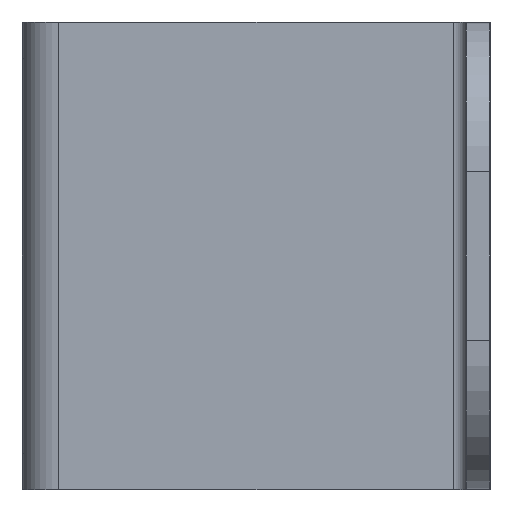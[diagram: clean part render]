
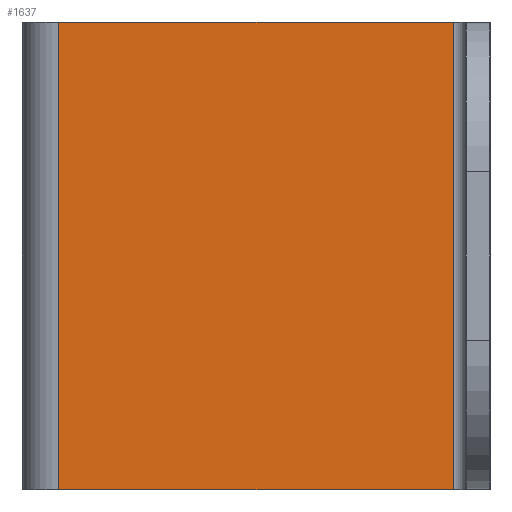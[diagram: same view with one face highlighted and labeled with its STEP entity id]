
A CAD part, left-side view. The second image highlights one B-rep face of the part: STEP entity #1637.
In plain terms, the highlighted planar face has unit normal (-1, 0, 0).
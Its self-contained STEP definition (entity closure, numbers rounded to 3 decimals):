
#58 = VERTEX_POINT('',#59);
#59 = CARTESIAN_POINT('',(-63.5,-2.489,-15.875));
#73 = PLANE('',#74);
#74 = AXIS2_PLACEMENT_3D('',#75,#76,#77);
#75 = CARTESIAN_POINT('',(-61.9,-2.489,-15.875));
#76 = DIRECTION('',(0.,0.,1.));
#77 = DIRECTION('',(0.,-1.,0.));
#102 = CYLINDRICAL_SURFACE('',#103,2.489);
#103 = AXIS2_PLACEMENT_3D('',#104,#105,#106);
#104 = CARTESIAN_POINT('',(-61.011,-2.489,-15.875));
#105 = DIRECTION('',(0.,0.,1.));
#106 = DIRECTION('',(0.,1.,0.));
#286 = EDGE_CURVE('',#58,#287,#289,.T.);
#287 = VERTEX_POINT('',#288);
#288 = CARTESIAN_POINT('',(-63.5,-2.489,15.875));
#289 = SURFACE_CURVE('',#290,(#294,#301),.PCURVE_S1.);
#290 = LINE('',#291,#292);
#291 = CARTESIAN_POINT('',(-63.5,-2.489,-15.875));
#292 = VECTOR('',#293,1.);
#293 = DIRECTION('',(0.,0.,1.));
#294 = PCURVE('',#102,#295);
#295 = DEFINITIONAL_REPRESENTATION('',(#296),#300);
#296 = LINE('',#297,#298);
#297 = CARTESIAN_POINT('',(1.571,0.));
#298 = VECTOR('',#299,1.);
#299 = DIRECTION('',(0.,1.));
#300 = ( GEOMETRIC_REPRESENTATION_CONTEXT(2) 
PARAMETRIC_REPRESENTATION_CONTEXT() REPRESENTATION_CONTEXT('2D SPACE',''
  ) );
#301 = PCURVE('',#302,#307);
#302 = PLANE('',#303);
#303 = AXIS2_PLACEMENT_3D('',#304,#305,#306);
#304 = CARTESIAN_POINT('',(-63.5,-17.12,0.));
#305 = DIRECTION('',(-1.,0.,0.));
#306 = DIRECTION('',(0.,0.,1.));
#307 = DEFINITIONAL_REPRESENTATION('',(#308),#312);
#308 = LINE('',#309,#310);
#309 = CARTESIAN_POINT('',(-15.875,14.63));
#310 = VECTOR('',#311,1.);
#311 = DIRECTION('',(1.,0.));
#312 = ( GEOMETRIC_REPRESENTATION_CONTEXT(2) 
PARAMETRIC_REPRESENTATION_CONTEXT() REPRESENTATION_CONTEXT('2D SPACE',''
  ) );
#473 = EDGE_CURVE('',#58,#474,#476,.T.);
#474 = VERTEX_POINT('',#475);
#475 = CARTESIAN_POINT('',(-63.5,-29.261,-15.875));
#476 = SURFACE_CURVE('',#477,(#481,#488),.PCURVE_S1.);
#477 = LINE('',#478,#479);
#478 = CARTESIAN_POINT('',(-63.5,-2.489,-15.875));
#479 = VECTOR('',#480,1.);
#480 = DIRECTION('',(0.,-1.,0.));
#481 = PCURVE('',#73,#482);
#482 = DEFINITIONAL_REPRESENTATION('',(#483),#487);
#483 = LINE('',#484,#485);
#484 = CARTESIAN_POINT('',(0.,-1.6));
#485 = VECTOR('',#486,1.);
#486 = DIRECTION('',(1.,0.));
#487 = ( GEOMETRIC_REPRESENTATION_CONTEXT(2) 
PARAMETRIC_REPRESENTATION_CONTEXT() REPRESENTATION_CONTEXT('2D SPACE',''
  ) );
#488 = PCURVE('',#302,#489);
#489 = DEFINITIONAL_REPRESENTATION('',(#490),#494);
#490 = LINE('',#491,#492);
#491 = CARTESIAN_POINT('',(-15.875,14.63));
#492 = VECTOR('',#493,1.);
#493 = DIRECTION('',(0.,-1.));
#494 = ( GEOMETRIC_REPRESENTATION_CONTEXT(2) 
PARAMETRIC_REPRESENTATION_CONTEXT() REPRESENTATION_CONTEXT('2D SPACE',''
  ) );
#540 = PLANE('',#541);
#541 = AXIS2_PLACEMENT_3D('',#542,#543,#544);
#542 = CARTESIAN_POINT('',(-61.9,-31.75,15.875));
#543 = DIRECTION('',(0.,0.,-1.));
#544 = DIRECTION('',(0.,1.,0.));
#1637 = ADVANCED_FACE('',(#1638),#302,.T.);
#1638 = FACE_BOUND('',#1639,.T.);
#1639 = EDGE_LOOP('',(#1640,#1641,#1642,#1670));
#1640 = ORIENTED_EDGE('',*,*,#286,.F.);
#1641 = ORIENTED_EDGE('',*,*,#473,.T.);
#1642 = ORIENTED_EDGE('',*,*,#1643,.F.);
#1643 = EDGE_CURVE('',#1644,#474,#1646,.T.);
#1644 = VERTEX_POINT('',#1645);
#1645 = CARTESIAN_POINT('',(-63.5,-29.261,15.875));
#1646 = SURFACE_CURVE('',#1647,(#1651,#1658),.PCURVE_S1.);
#1647 = LINE('',#1648,#1649);
#1648 = CARTESIAN_POINT('',(-63.5,-29.261,15.875));
#1649 = VECTOR('',#1650,1.);
#1650 = DIRECTION('',(0.,0.,-1.));
#1651 = PCURVE('',#302,#1652);
#1652 = DEFINITIONAL_REPRESENTATION('',(#1653),#1657);
#1653 = LINE('',#1654,#1655);
#1654 = CARTESIAN_POINT('',(15.875,-12.141));
#1655 = VECTOR('',#1656,1.);
#1656 = DIRECTION('',(-1.,0.));
#1657 = ( GEOMETRIC_REPRESENTATION_CONTEXT(2) 
PARAMETRIC_REPRESENTATION_CONTEXT() REPRESENTATION_CONTEXT('2D SPACE',''
  ) );
#1658 = PCURVE('',#1659,#1664);
#1659 = CYLINDRICAL_SURFACE('',#1660,0.889);
#1660 = AXIS2_PLACEMENT_3D('',#1661,#1662,#1663);
#1661 = CARTESIAN_POINT('',(-64.389,-29.261,15.875));
#1662 = DIRECTION('',(0.,-0.,-1.));
#1663 = DIRECTION('',(1.,0.,0.));
#1664 = DEFINITIONAL_REPRESENTATION('',(#1665),#1669);
#1665 = LINE('',#1666,#1667);
#1666 = CARTESIAN_POINT('',(0.,0.));
#1667 = VECTOR('',#1668,1.);
#1668 = DIRECTION('',(0.,1.));
#1669 = ( GEOMETRIC_REPRESENTATION_CONTEXT(2) 
PARAMETRIC_REPRESENTATION_CONTEXT() REPRESENTATION_CONTEXT('2D SPACE',''
  ) );
#1670 = ORIENTED_EDGE('',*,*,#1671,.T.);
#1671 = EDGE_CURVE('',#1644,#287,#1672,.T.);
#1672 = SURFACE_CURVE('',#1673,(#1677,#1684),.PCURVE_S1.);
#1673 = LINE('',#1674,#1675);
#1674 = CARTESIAN_POINT('',(-63.5,-31.75,15.875));
#1675 = VECTOR('',#1676,1.);
#1676 = DIRECTION('',(0.,1.,0.));
#1677 = PCURVE('',#302,#1678);
#1678 = DEFINITIONAL_REPRESENTATION('',(#1679),#1683);
#1679 = LINE('',#1680,#1681);
#1680 = CARTESIAN_POINT('',(15.875,-14.63));
#1681 = VECTOR('',#1682,1.);
#1682 = DIRECTION('',(0.,1.));
#1683 = ( GEOMETRIC_REPRESENTATION_CONTEXT(2) 
PARAMETRIC_REPRESENTATION_CONTEXT() REPRESENTATION_CONTEXT('2D SPACE',''
  ) );
#1684 = PCURVE('',#540,#1685);
#1685 = DEFINITIONAL_REPRESENTATION('',(#1686),#1690);
#1686 = LINE('',#1687,#1688);
#1687 = CARTESIAN_POINT('',(0.,-1.6));
#1688 = VECTOR('',#1689,1.);
#1689 = DIRECTION('',(1.,0.));
#1690 = ( GEOMETRIC_REPRESENTATION_CONTEXT(2) 
PARAMETRIC_REPRESENTATION_CONTEXT() REPRESENTATION_CONTEXT('2D SPACE',''
  ) );
